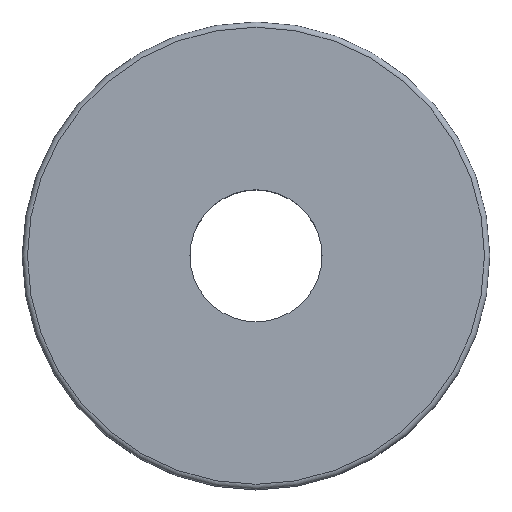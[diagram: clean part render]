
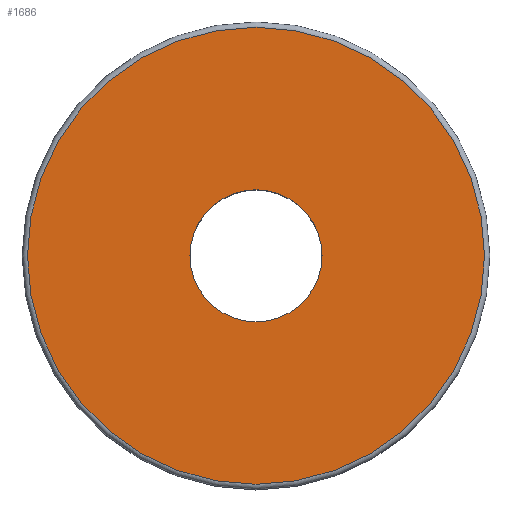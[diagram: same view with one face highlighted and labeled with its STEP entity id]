
A CAD part, top view. The second image highlights one B-rep face of the part: STEP entity #1686.
In plain terms, the highlighted planar face has unit normal (0, 0, 1).
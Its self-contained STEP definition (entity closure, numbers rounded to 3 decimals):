
#18=FACE_BOUND('',#536,.T.);
#22=PLANE('',#1888);
#441=FACE_OUTER_BOUND('',#535,.T.);
#535=EDGE_LOOP('',(#1347));
#536=EDGE_LOOP('',(#1348));
#714=CIRCLE('',#1887,8.65);
#715=CIRCLE('',#1889,2.5);
#888=VERTEX_POINT('',#2873);
#889=VERTEX_POINT('',#2877);
#1068=EDGE_CURVE('',#888,#888,#714,.T.);
#1069=EDGE_CURVE('',#889,#889,#715,.T.);
#1347=ORIENTED_EDGE('',*,*,#1068,.F.);
#1348=ORIENTED_EDGE('',*,*,#1069,.T.);
#1686=ADVANCED_FACE('',(#441,#18),#22,.T.);
#1887=AXIS2_PLACEMENT_3D('',#2875,#2265,#2266);
#1888=AXIS2_PLACEMENT_3D('',#2876,#2267,#2268);
#1889=AXIS2_PLACEMENT_3D('',#2878,#2269,#2270);
#2265=DIRECTION('center_axis',(0.,0.,-1.));
#2266=DIRECTION('ref_axis',(0.,-1.,0.));
#2267=DIRECTION('center_axis',(0.,0.,1.));
#2268=DIRECTION('ref_axis',(1.,0.,0.));
#2269=DIRECTION('center_axis',(0.,0.,-1.));
#2270=DIRECTION('ref_axis',(1.,0.,0.));
#2873=CARTESIAN_POINT('',(8.65,0.,8.5));
#2875=CARTESIAN_POINT('Origin',(0.,0.,8.5));
#2876=CARTESIAN_POINT('Origin',(0.,8.85,8.5));
#2877=CARTESIAN_POINT('',(0.,-2.5,8.5));
#2878=CARTESIAN_POINT('Origin',(0.,0.,8.5));
